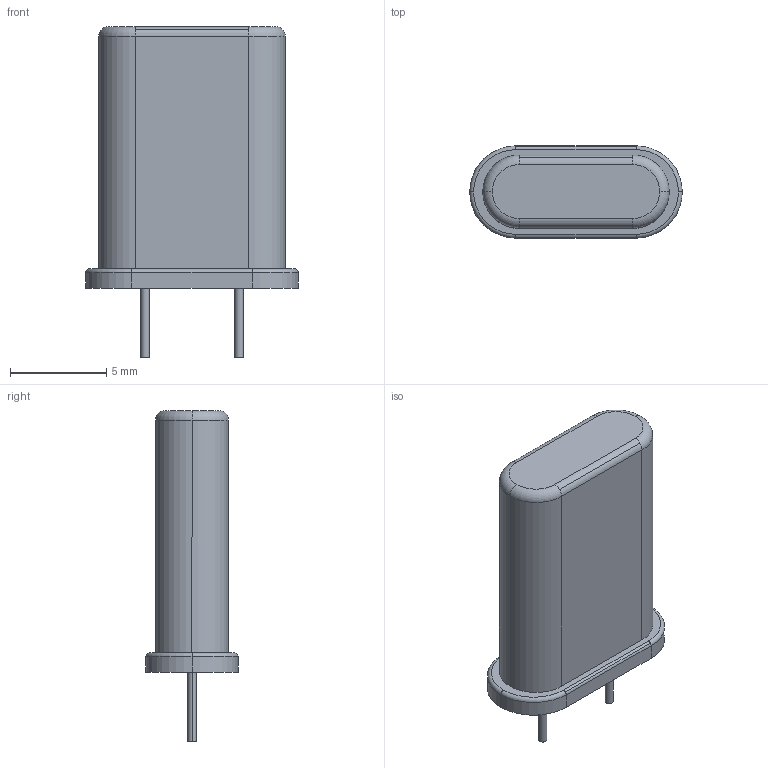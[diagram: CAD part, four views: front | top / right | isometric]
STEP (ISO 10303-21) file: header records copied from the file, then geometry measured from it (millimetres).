
FILE_DESCRIPTION((''),'2;1');
FILE_NAME('XTAL_HC-49-U.stp','2009-12-17T14:26:29',(''),(''),'Mechanical Desktop 2006','Mechanical Desktop 2006',', , ');
FILE_SCHEMA(('AUTOMOTIVE_DESIGN { 1 2 10303 214 0 1 1 1 }'));
Length unit declared in the file: millimetre
Products named in the file (1): Product
Bounding box: 11.05 x 4.8 x 17.2 mm (x, y, z)
Volume: 473.1 mm3; surface area: 493.1 mm2
Topology: 4 solids, 4 shells, 40 faces, 84 edges, 52 vertices
Faces by surface type: cylinder 20, plane 12, torus 8
Entity records: 1126 total; most frequent: DIRECTION 218, CARTESIAN_POINT 177, ORIENTED_EDGE 168, AXIS2_PLACEMENT_3D 93, EDGE_CURVE 84, VERTEX_POINT 52, CIRCLE 52, EDGE_LOOP 40
